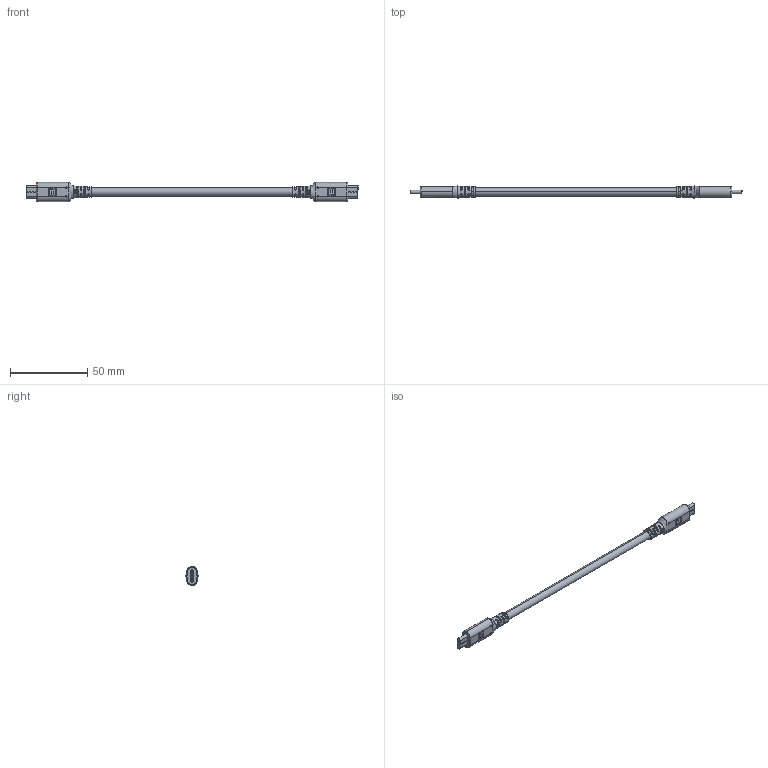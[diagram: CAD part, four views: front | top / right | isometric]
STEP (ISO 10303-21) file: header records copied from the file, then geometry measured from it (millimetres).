
FILE_DESCRIPTION (( 'STEP AP203' ), '1' );
FILE_NAME ('10-06146.STEP', '2025-03-24T19:08:44', ( '' ), ( '' ), 'SwSTEP 2.0', 'SolidWorks 2021', '' );
FILE_SCHEMA (( 'CONFIG_CONTROL_DESIGN' ));
Length unit declared in the file: millimetre
Products named in the file (5): 50-01071_Hidden emarker; 50-01061_Hidden emarker; 24-00435; 30-03509; 10-06146
Assembly tree (5 placements, depth 2):
  10-06146
    50-01061_Hidden emarker
    30-03509
    24-00435  x2
    50-01071_Hidden emarker
Bounding box: 215.4 x 7.89 x 12.35 mm (x, y, z)
Volume: 6767.3 mm3; surface area: 49412.3 mm2
Topology: 168 solids, 168 shells, 1726 faces, 3996 edges, 2628 vertices
Faces by surface type: cylinder 766, plane 728, bspline 174, torus 58
Entity records: 48228 total; most frequent: CARTESIAN_POINT 11778, DIRECTION 7727, ORIENTED_EDGE 7036, EDGE_CURVE 3518, AXIS2_PLACEMENT_3D 3006, VERTEX_POINT 2322, EDGE_LOOP 1848, VECTOR 1715
